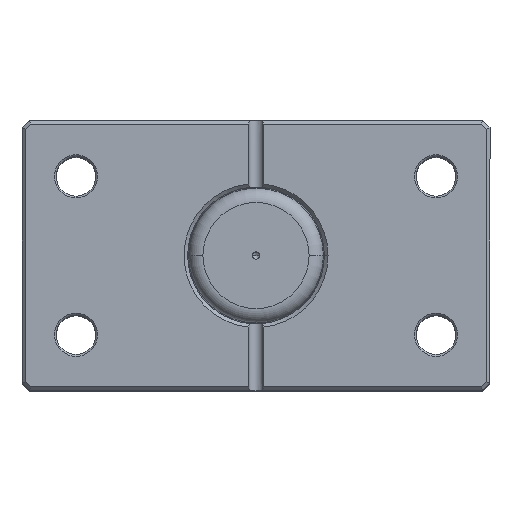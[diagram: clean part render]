
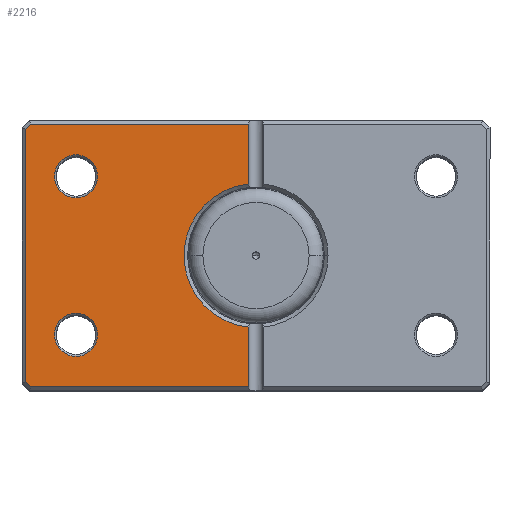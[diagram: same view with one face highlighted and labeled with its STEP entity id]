
A CAD part, top view. The second image highlights one B-rep face of the part: STEP entity #2216.
In plain terms, the highlighted face is planar.
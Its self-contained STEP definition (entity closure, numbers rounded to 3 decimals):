
#110 = EDGE_CURVE ( 'NONE', #4410, #2411, #4668, .T. ) ;
#147 = LINE ( 'NONE', #4657, #2742 ) ;
#255 = VECTOR ( 'NONE', #2497, 1000. ) ;
#399 = ORIENTED_EDGE ( 'NONE', *, *, #741, .T. ) ;
#414 = LINE ( 'NONE', #2615, #255 ) ;
#446 = DIRECTION ( 'NONE',  ( 0., 0., 1. ) ) ;
#456 = CIRCLE ( 'NONE', #595, 6. ) ;
#498 = CARTESIAN_POINT ( 'NONE',  ( 64., -35.086, 0. ) ) ;
#595 = AXIS2_PLACEMENT_3D ( 'NONE', #5777, #2842, #6244 ) ;
#604 = CARTESIAN_POINT ( 'NONE',  ( 2., 36.5, 0. ) ) ;
#618 = ORIENTED_EDGE ( 'NONE', *, *, #5547, .T. ) ;
#741 = EDGE_CURVE ( 'NONE', #5034, #2036, #5876, .T. ) ;
#756 = FACE_OUTER_BOUND ( 'NONE', #5511, .T. ) ;
#809 = CIRCLE ( 'NONE', #1442, 20. ) ;
#839 = CARTESIAN_POINT ( 'NONE',  ( 44., -22., 0. ) ) ;
#1010 = DIRECTION ( 'NONE',  ( -1., 0., 0. ) ) ;
#1031 = AXIS2_PLACEMENT_3D ( 'NONE', #4246, #1171, #4725 ) ;
#1171 = DIRECTION ( 'NONE',  ( 0., 0., 1. ) ) ;
#1176 = CARTESIAN_POINT ( 'NONE',  ( 0., -36.5, 0. ) ) ;
#1294 = EDGE_LOOP ( 'NONE', ( #618, #2322 ) ) ;
#1404 = EDGE_CURVE ( 'NONE', #2036, #3006, #6451, .T. ) ;
#1442 = AXIS2_PLACEMENT_3D ( 'NONE', #5120, #2132, #5606 ) ;
#1597 = DIRECTION ( 'NONE',  ( 1., 0., 0. ) ) ;
#1616 = DIRECTION ( 'NONE',  ( -0.707, -0.707, 0. ) ) ;
#1624 = CARTESIAN_POINT ( 'NONE',  ( 50., 22., 0. ) ) ;
#1708 = EDGE_CURVE ( 'NONE', #2411, #5814, #3990, .T. ) ;
#1808 = ORIENTED_EDGE ( 'NONE', *, *, #2861, .T. ) ;
#1875 = DIRECTION ( 'NONE',  ( 0., 1., 0. ) ) ;
#1939 = EDGE_CURVE ( 'NONE', #5814, #5376, #3759, .T. ) ;
#1952 = CARTESIAN_POINT ( 'NONE',  ( 2., 37.5, 0. ) ) ;
#2008 = ORIENTED_EDGE ( 'NONE', *, *, #1939, .T. ) ;
#2036 = VERTEX_POINT ( 'NONE', #5416 ) ;
#2109 = AXIS2_PLACEMENT_3D ( 'NONE', #1624, #5153, #2155 ) ;
#2127 = FACE_BOUND ( 'NONE', #1294, .T. ) ;
#2132 = DIRECTION ( 'NONE',  ( 0., 0., 1. ) ) ;
#2155 = DIRECTION ( 'NONE',  ( 1., 0., 0. ) ) ;
#2171 = ORIENTED_EDGE ( 'NONE', *, *, #1404, .T. ) ;
#2216 = ADVANCED_FACE ( 'NONE', ( #5921, #2127, #756 ), #3014, .F. ) ;
#2310 = CARTESIAN_POINT ( 'NONE',  ( 0., 0., 0. ) ) ;
#2322 = ORIENTED_EDGE ( 'NONE', *, *, #5695, .T. ) ;
#2374 = VECTOR ( 'NONE', #6159, 1000. ) ;
#2384 = CARTESIAN_POINT ( 'NONE',  ( 62.586, 36.5, 0. ) ) ;
#2411 = VERTEX_POINT ( 'NONE', #604 ) ;
#2420 = VERTEX_POINT ( 'NONE', #498 ) ;
#2427 = DIRECTION ( 'NONE',  ( 1., 0., 0. ) ) ;
#2450 = DIRECTION ( 'NONE',  ( 0., 0., 1. ) ) ;
#2465 = CARTESIAN_POINT ( 'NONE',  ( 50., -22., 0. ) ) ;
#2497 = DIRECTION ( 'NONE',  ( 0., -1., 0. ) ) ;
#2615 = CARTESIAN_POINT ( 'NONE',  ( 64., 0., 0. ) ) ;
#2668 = CARTESIAN_POINT ( 'NONE',  ( 64., 35.086, 0. ) ) ;
#2704 = CARTESIAN_POINT ( 'NONE',  ( 2., 19.9, 0. ) ) ;
#2726 = CARTESIAN_POINT ( 'NONE',  ( 56., 22., 0. ) ) ;
#2742 = VECTOR ( 'NONE', #1616, 1000. ) ;
#2790 = CARTESIAN_POINT ( 'NONE',  ( 0., 36.5, 0. ) ) ;
#2842 = DIRECTION ( 'NONE',  ( 0., 0., 1. ) ) ;
#2856 = EDGE_CURVE ( 'NONE', #2971, #3628, #4352, .T. ) ;
#2861 = EDGE_CURVE ( 'NONE', #5376, #2420, #414, .T. ) ;
#2971 = VERTEX_POINT ( 'NONE', #6358 ) ;
#3006 = VERTEX_POINT ( 'NONE', #6050 ) ;
#3014 = PLANE ( 'NONE',  #4866 ) ;
#3421 = ORIENTED_EDGE ( 'NONE', *, *, #6134, .T. ) ;
#3504 = DIRECTION ( 'NONE',  ( 1., 0., 0. ) ) ;
#3628 = VERTEX_POINT ( 'NONE', #839 ) ;
#3759 = LINE ( 'NONE', #6207, #2374 ) ;
#3873 = EDGE_LOOP ( 'NONE', ( #3421, #4077 ) ) ;
#3917 = VECTOR ( 'NONE', #1875, 1000. ) ;
#3960 = VERTEX_POINT ( 'NONE', #4229 ) ;
#3990 = LINE ( 'NONE', #2790, #6234 ) ;
#4077 = ORIENTED_EDGE ( 'NONE', *, *, #2856, .T. ) ;
#4229 = CARTESIAN_POINT ( 'NONE',  ( 44., 22., 0. ) ) ;
#4246 = CARTESIAN_POINT ( 'NONE',  ( 50., -22., 0. ) ) ;
#4325 = CIRCLE ( 'NONE', #2109, 6. ) ;
#4352 = CIRCLE ( 'NONE', #6225, 6. ) ;
#4372 = VECTOR ( 'NONE', #5097, 1000. ) ;
#4410 = VERTEX_POINT ( 'NONE', #2704 ) ;
#4428 = VERTEX_POINT ( 'NONE', #2726 ) ;
#4609 = VECTOR ( 'NONE', #1010, 1000. ) ;
#4657 = CARTESIAN_POINT ( 'NONE',  ( 49.543, -49.543, 0. ) ) ;
#4668 = LINE ( 'NONE', #6205, #4372 ) ;
#4725 = DIRECTION ( 'NONE',  ( 1., 0., 0. ) ) ;
#4805 = EDGE_CURVE ( 'NONE', #3006, #4410, #809, .T. ) ;
#4866 = AXIS2_PLACEMENT_3D ( 'NONE', #2310, #446, #1597 ) ;
#5034 = VERTEX_POINT ( 'NONE', #5375 ) ;
#5097 = DIRECTION ( 'NONE',  ( 0., 1., 0. ) ) ;
#5120 = CARTESIAN_POINT ( 'NONE',  ( 0., 0., 0. ) ) ;
#5153 = DIRECTION ( 'NONE',  ( 0., 0., 1. ) ) ;
#5373 = EDGE_CURVE ( 'NONE', #2420, #5034, #147, .T. ) ;
#5375 = CARTESIAN_POINT ( 'NONE',  ( 62.586, -36.5, 0. ) ) ;
#5376 = VERTEX_POINT ( 'NONE', #2668 ) ;
#5381 = ORIENTED_EDGE ( 'NONE', *, *, #110, .T. ) ;
#5416 = CARTESIAN_POINT ( 'NONE',  ( 2., -36.5, 0. ) ) ;
#5511 = EDGE_LOOP ( 'NONE', ( #2171, #5733, #5381, #5592, #2008, #1808, #6489, #399 ) ) ;
#5547 = EDGE_CURVE ( 'NONE', #3960, #4428, #4325, .T. ) ;
#5592 = ORIENTED_EDGE ( 'NONE', *, *, #1708, .T. ) ;
#5606 = DIRECTION ( 'NONE',  ( 1., 0., 0. ) ) ;
#5695 = EDGE_CURVE ( 'NONE', #4428, #3960, #456, .T. ) ;
#5733 = ORIENTED_EDGE ( 'NONE', *, *, #4805, .T. ) ;
#5740 = CIRCLE ( 'NONE', #1031, 6. ) ;
#5777 = CARTESIAN_POINT ( 'NONE',  ( 50., 22., 0. ) ) ;
#5814 = VERTEX_POINT ( 'NONE', #2384 ) ;
#5876 = LINE ( 'NONE', #1176, #4609 ) ;
#5921 = FACE_BOUND ( 'NONE', #3873, .T. ) ;
#6050 = CARTESIAN_POINT ( 'NONE',  ( 2., -19.9, 0. ) ) ;
#6134 = EDGE_CURVE ( 'NONE', #3628, #2971, #5740, .T. ) ;
#6159 = DIRECTION ( 'NONE',  ( 0.707, -0.707, 0. ) ) ;
#6205 = CARTESIAN_POINT ( 'NONE',  ( 2., 37.5, 0. ) ) ;
#6207 = CARTESIAN_POINT ( 'NONE',  ( 49.543, 49.543, 0. ) ) ;
#6225 = AXIS2_PLACEMENT_3D ( 'NONE', #2465, #2450, #2427 ) ;
#6234 = VECTOR ( 'NONE', #3504, 1000. ) ;
#6244 = DIRECTION ( 'NONE',  ( 1., 0., 0. ) ) ;
#6358 = CARTESIAN_POINT ( 'NONE',  ( 56., -22., 0. ) ) ;
#6451 = LINE ( 'NONE', #1952, #3917 ) ;
#6489 = ORIENTED_EDGE ( 'NONE', *, *, #5373, .T. ) ;
